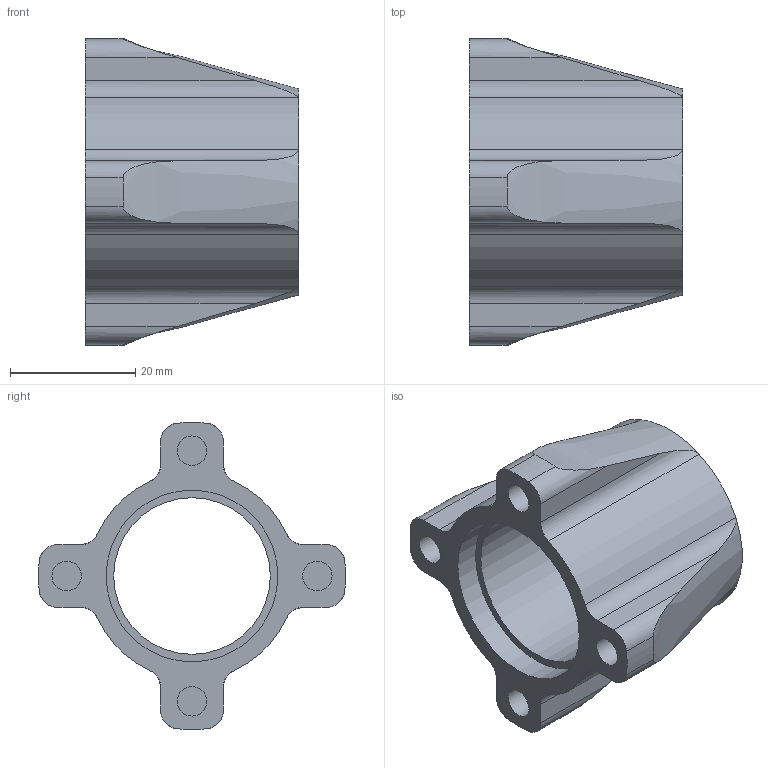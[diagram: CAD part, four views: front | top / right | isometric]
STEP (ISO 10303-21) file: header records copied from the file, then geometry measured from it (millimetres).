
FILE_DESCRIPTION(/* description */ (''),/* implementation_level */ '2;1');
FILE_NAME(/* name */ 'Housing.step',/* time_stamp */ '2019-09-15T12:24:39-07:00',/* author */ (''),/* organization */ (''),/* preprocessor_version */ 'ST-DEVELOPER v18',/* originating_system */ 'Autodesk Translation Framework v8.6.0.1094',/* authorisation */ '');
FILE_SCHEMA (('AUTOMOTIVE_DESIGN { 1 0 10303 214 3 1 1 }'));
Length unit declared in the file: millimetre
Products named in the file (1): Housing
Bounding box: 34 x 48.98 x 48.98 mm (x, y, z)
Volume: 17653.5 mm3; surface area: 8941.3 mm2
Topology: 1 solids, 1 shells, 51 faces, 123 edges, 80 vertices
Faces by surface type: cylinder 31, plane 16, cone 4
Full cylindrical faces by diameter (mm): 4.699 x4, 25 x1, 27.2 x1, 27.4 x1
Entity records: 1706 total; most frequent: CARTESIAN_POINT 479, DIRECTION 255, ORIENTED_EDGE 246, EDGE_CURVE 123, AXIS2_PLACEMENT_3D 104, VERTEX_POINT 80, EDGE_LOOP 59, CIRCLE 52
